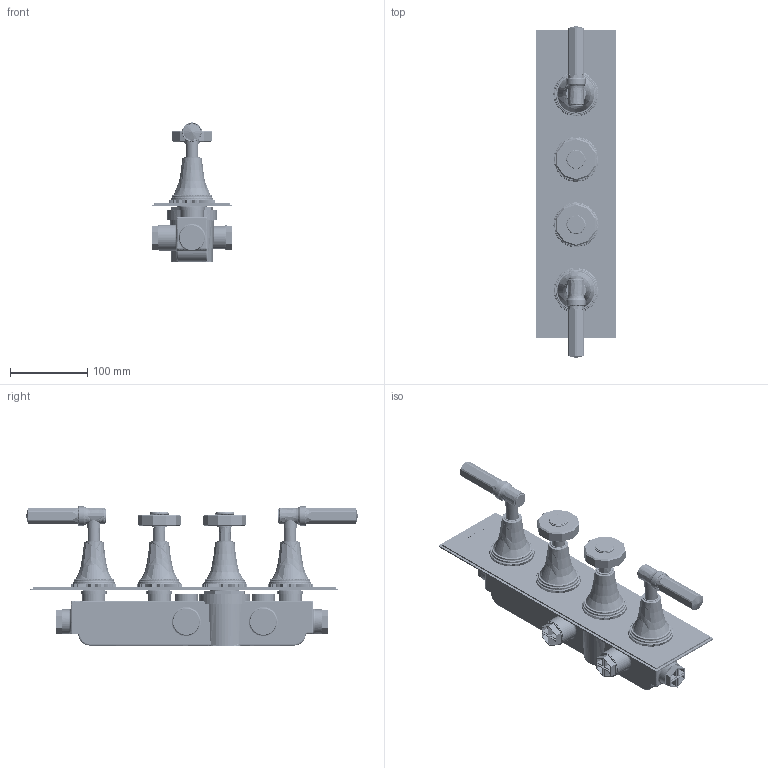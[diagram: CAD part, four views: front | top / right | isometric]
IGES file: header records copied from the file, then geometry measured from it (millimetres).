
Global section: file name: V606-TL; native system: Autodesk Inventor 2018; preprocessor: unknown; author: rclarke; date: 20171021.111251; units: millimetre
Bounding box: 105 x 431 x 180.65 mm (x, y, z)
Volume: 1389940.3 mm3; surface area: 498131.9 mm2
Topology: 103 solids, 120 shells, 5908 faces, 14780 edges, 9317 vertices
Faces by surface type: bspline 5908
